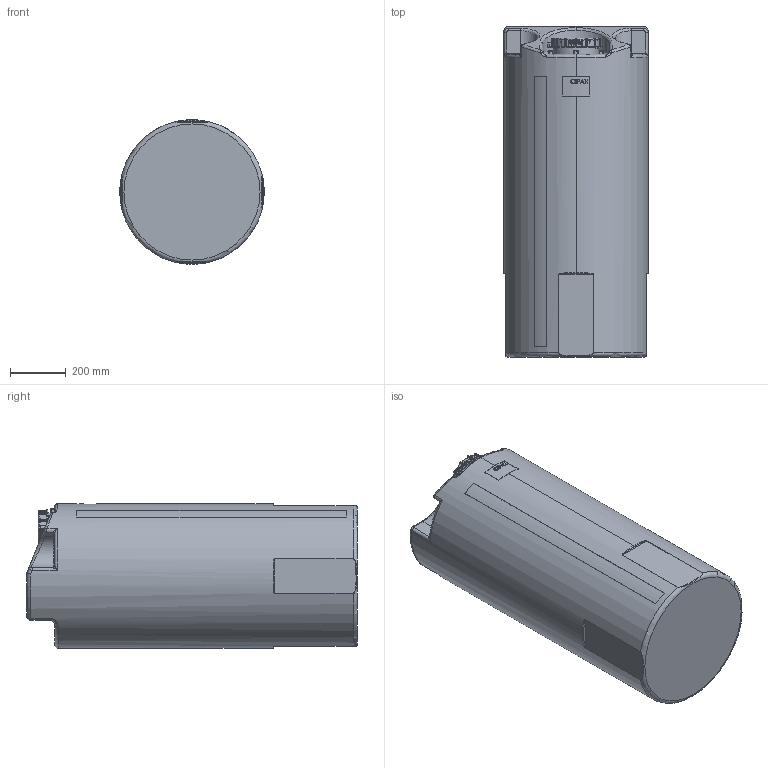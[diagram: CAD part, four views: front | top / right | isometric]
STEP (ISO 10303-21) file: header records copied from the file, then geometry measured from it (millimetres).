
FILE_DESCRIPTION (( 'STEP AP203' ), '1' );
FILE_NAME ('14020 Armatec140242.STEP', '2023-08-29T06:03:53', ( '' ), ( '' ), 'SwSTEP 2.0', 'SolidWorks 2022', '' );
FILE_SCHEMA (( 'CONFIG_CONTROL_DESIGN' ));
Products named in the file (1): 14020 Armatec140242
Bounding box: 519.78 x 1190 x 520 mm (x, y, z)
Volume: 23425339.2 mm3; surface area: 4924460.7 mm2
Topology: 3 solids, 4 shells, 929 faces, 2367 edges, 1402 vertices
Faces by surface type: cylinder 331, plane 249, bspline 186, torus 99, sphere 40, cone 24
Full cylindrical faces by diameter (mm): 510 x1
Entity records: 47123 total; most frequent: CARTESIAN_POINT 26756, ORIENTED_EDGE 4608, DIRECTION 3857, EDGE_CURVE 2304, AXIS2_PLACEMENT_3D 1497, VERTEX_POINT 1403, EDGE_LOOP 963, FACE_OUTER_BOUND 926
